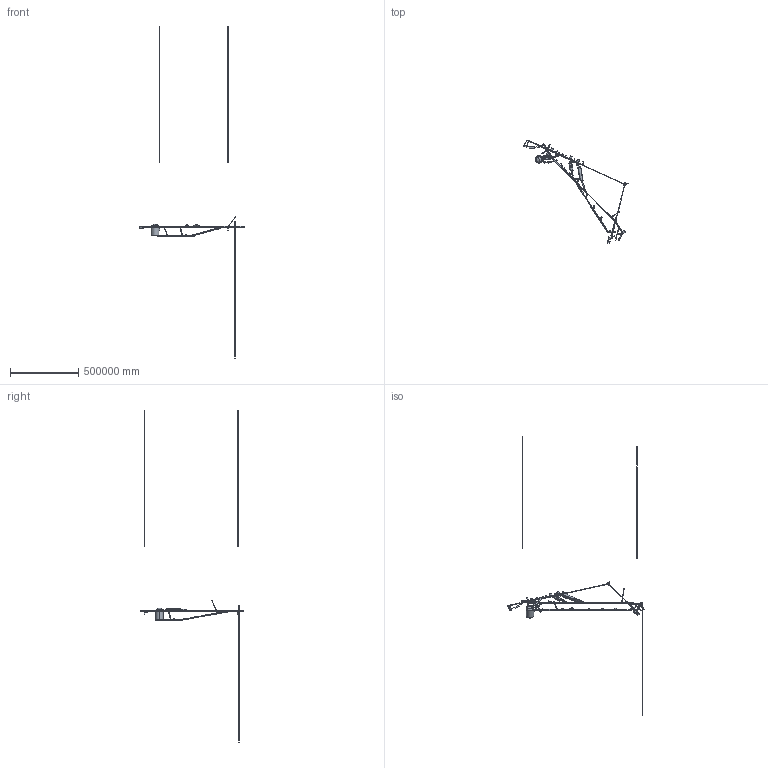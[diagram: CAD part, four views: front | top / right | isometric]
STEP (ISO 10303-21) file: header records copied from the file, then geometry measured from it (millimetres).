
FILE_DESCRIPTION(('OneSpaceDesigner STEP Export'),'2;1');
FILE_NAME('4850L-FullAssy-Excavation-OptionB-30Jan10.stp','2010-02-01T 8:05:02',(''),(''),'OneSpace Designer STEP processor for AP214 (Solid Model)','OneSpace Modeling 15.50B 03-Nov-2007 (C) CoCreate Software GmbH','');
FILE_SCHEMA(('AUTOMOTIVE_DESIGN { 1 0 10303 214 1 1 1 1 }'));
Length unit declared in the file: millimetre
Products named in the file (209): floor; Rail2; Cavern; Cavern.1; Cavern.1-Annex; Cavern.2; Cavern.2.1; Cavern.3; Cavern.4; Rail1; CavernAssy; NewDrift-15Jun09; DriftExt-15Jun09; 4850LUX-Majorana; CavernBack; EndWall-2.1; EndWall-2; DriftTrans6x5-6x20; Drift6x5.2; Drift6x5.2.1; EOR-LM2; CavernAssy2; 4850LabModuleAssy-2-100-LBF-Shops-16Oct09; EOR-LM1; EndWall20x12; CavernCenter12; CavernCenterDome12; DriftTrans6x5-6x12; DriftEnt4x4-10.1; DriftEnt4x4-10; DriftEntAssy1; EndWall20x12.1; DriftExit4x4-16; DriftExit4x4-12; DriftExitAssy; DriftExit6x5; DriftExit6x5.1; CavernAssy20x12; 4850LabModuleAssy-1-DIANA-26Jan10; DriftMain.2.2.1 ...
Assembly tree (208 placements, depth 6):
  4850L-FullAssy-Excavation-30Jan10
    5060AccessDriftAssy
      SecondaryRaiseBoreAssy2
        5640Drift5x5x8
        Shaft-4850to5060
      5060SubStation-Elec
      5060Drift6x4-C5
      5060RampAssy
        5060RampTrans
        5060Drift6x4x123-Slope
        5060Drift6x4x300-Slope
        5060MuckDrift6x4-1
        5060MuckDrift6x4-2
        5060MuckDrift6x4-3
        5060MuckDrift6x4-4
        5060RampTrans.1
      5060Drift6x4x162
      5060Drift6x4x116
      Drift5x5x17-Refuge.1
      5060MuckBayAssy
        5060MuckDrift6x4-Sump
      5060Drift6x4-C2
      Drift6x5C-5060Ramp
    NewDriftAssy4850
      4850Drift6x4x10-SecRaiseBore
      LabModUtilityRoomAssy2
        Room2
        EndWall2
      ElecSubStationAssy4
        Room1
        EndWall1
      ElecSubStationAssy1
        Room1
        EndWall1
      ElecSubStationAssy2
        Room1
        EndWall1
      ElecSubStationAssy3
        Room1
        EndWall1
      MiscDriftAssy
        Drift5x5.9.1.2.1.2
        Drift5x5x10-VentRaise
        AOR4
        Drift5x5.9.1.1
        AOR1
        Drift5x5.8.1
        Drift5x5.9.1.2.1.1
        Drift5x5.9.1.2
        AOR2
        Drift5x5.9.1.2.1
        VentRaiseto3950.1
        Drift5x5.9.1
      Drift6x5-Rossto6WinzeAssy
        StagingAreaWall1
        StagingArea
        DriftRossto6Winze2
        Drift6x5-Rossto6Winze1
        Drift6x5-Rossto6WinzeC1.1
      LabModUtilityRoomAssy1
Bounding box: 765157.61 x 758750.91 x 2438400 mm (x, y, z)
Volume: 172918889721022.8 mm3; surface area: 310878637348.6 mm2
Topology: 171 solids, 172 shells, 2347 faces, 5953 edges, 3932 vertices
Faces by surface type: plane 1486, cylinder 662, torus 87, extrusion 63, bspline 33, sphere 8, revolution 7, cone 1
Full cylindrical faces by diameter (mm): 5000 x10
Entity records: 127293 total; most frequent: CARTESIAN_POINT 64677, ORIENTED_EDGE 11862, DIRECTION 11622, EDGE_CURVE 5937, VECTOR 4167, LINE 4107, VERTEX_POINT 3932, AXIS2_PLACEMENT_3D 3724
